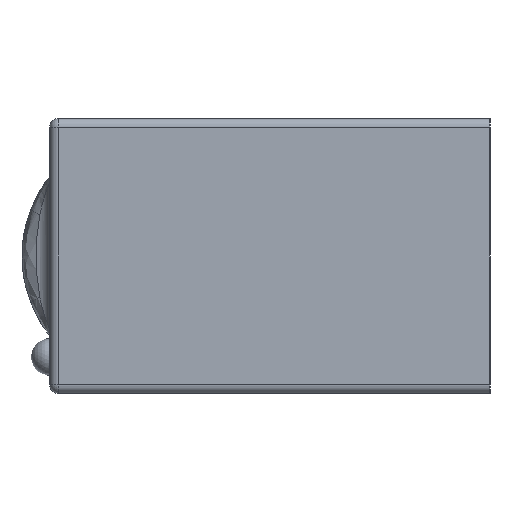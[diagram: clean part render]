
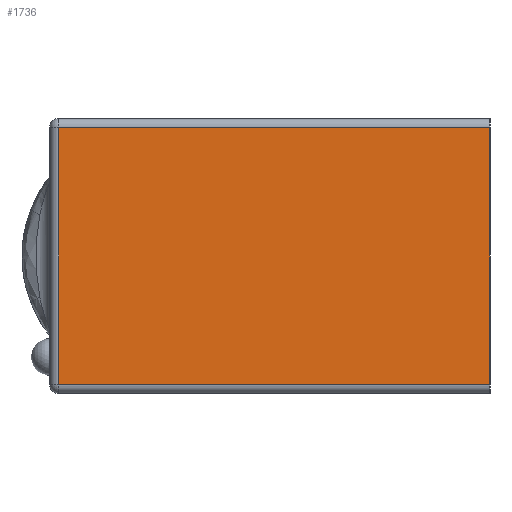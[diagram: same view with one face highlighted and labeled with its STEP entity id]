
A CAD part, left-side view. The second image highlights one B-rep face of the part: STEP entity #1736.
In plain terms, the highlighted planar face has unit normal (-1, 0, 0).
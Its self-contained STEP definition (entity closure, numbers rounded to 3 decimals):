
#6 = VECTOR ( 'NONE', #894, 1000. ) ;
#66 = CARTESIAN_POINT ( 'NONE',  ( 0., 0., -14.5 ) ) ;
#103 = CARTESIAN_POINT ( 'NONE',  ( 0., 24., 0. ) ) ;
#118 = LINE ( 'NONE', #2043, #514 ) ;
#147 = ORIENTED_EDGE ( 'NONE', *, *, #2139, .T. ) ;
#435 = VECTOR ( 'NONE', #1259, 1000. ) ;
#445 = DIRECTION ( 'NONE',  ( 0., 0., -1. ) ) ;
#514 = VECTOR ( 'NONE', #2036, 1000. ) ;
#529 = VERTEX_POINT ( 'NONE', #1035 ) ;
#615 = ORIENTED_EDGE ( 'NONE', *, *, #1938, .T. ) ;
#800 = VECTOR ( 'NONE', #1999, 1000. ) ;
#835 = LINE ( 'NONE', #1258, #6 ) ;
#857 = LINE ( 'NONE', #2361, #800 ) ;
#894 = DIRECTION ( 'NONE',  ( 0., 0., -1. ) ) ;
#1035 = CARTESIAN_POINT ( 'NONE',  ( 0., 23.5, -0.5 ) ) ;
#1066 = CARTESIAN_POINT ( 'NONE',  ( 0., 0., 0. ) ) ;
#1107 = LINE ( 'NONE', #1066, #435 ) ;
#1200 = EDGE_CURVE ( 'NONE', #1929, #529, #118, .T. ) ;
#1225 = EDGE_LOOP ( 'NONE', ( #147, #615, #1328, #2002 ) ) ;
#1258 = CARTESIAN_POINT ( 'NONE',  ( 0., 23.5, 0. ) ) ;
#1259 = DIRECTION ( 'NONE',  ( 0., 0., 1. ) ) ;
#1328 = ORIENTED_EDGE ( 'NONE', *, *, #1914, .T. ) ;
#1358 = DIRECTION ( 'NONE',  ( 1., 0., 0. ) ) ;
#1736 = ADVANCED_FACE ( 'NONE', ( #2056 ), #2285, .F. ) ;
#1914 = EDGE_CURVE ( 'NONE', #2279, #1929, #1107, .T. ) ;
#1929 = VERTEX_POINT ( 'NONE', #1995 ) ;
#1938 = EDGE_CURVE ( 'NONE', #2231, #2279, #857, .T. ) ;
#1995 = CARTESIAN_POINT ( 'NONE',  ( 0., 0., -0.5 ) ) ;
#1999 = DIRECTION ( 'NONE',  ( 0., -1., 0. ) ) ;
#2002 = ORIENTED_EDGE ( 'NONE', *, *, #1200, .T. ) ;
#2036 = DIRECTION ( 'NONE',  ( 0., 1., 0. ) ) ;
#2037 = CARTESIAN_POINT ( 'NONE',  ( 0., 23.5, -14.5 ) ) ;
#2043 = CARTESIAN_POINT ( 'NONE',  ( 0., 24., -0.5 ) ) ;
#2056 = FACE_OUTER_BOUND ( 'NONE', #1225, .T. ) ;
#2139 = EDGE_CURVE ( 'NONE', #529, #2231, #835, .T. ) ;
#2218 = AXIS2_PLACEMENT_3D ( 'NONE', #103, #1358, #445 ) ;
#2231 = VERTEX_POINT ( 'NONE', #2037 ) ;
#2279 = VERTEX_POINT ( 'NONE', #66 ) ;
#2285 = PLANE ( 'NONE',  #2218 ) ;
#2361 = CARTESIAN_POINT ( 'NONE',  ( 0., 24., -14.5 ) ) ;
